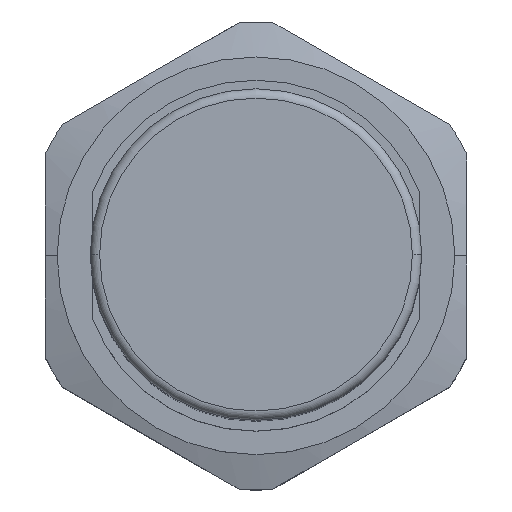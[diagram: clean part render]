
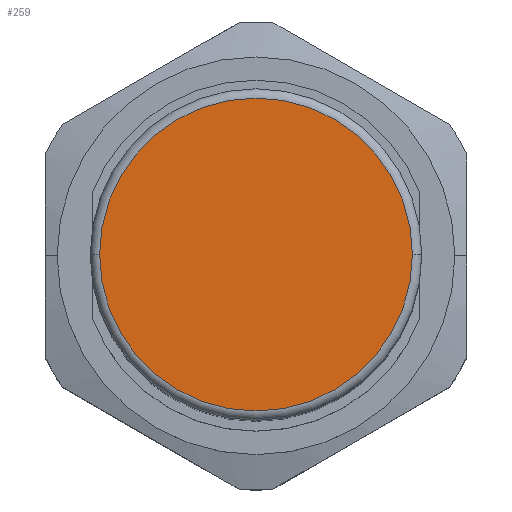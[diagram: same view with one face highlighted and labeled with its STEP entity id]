
A CAD part, top view. The second image highlights one B-rep face of the part: STEP entity #259.
In plain terms, the highlighted planar face has unit normal (0, 0, 1).
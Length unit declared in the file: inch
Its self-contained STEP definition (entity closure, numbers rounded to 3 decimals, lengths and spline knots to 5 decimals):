
#13 = ORIENTED_EDGE ( 'NONE', *, *, #144, .T. ) ;
#58 = EDGE_CURVE ( 'NONE', #426, #472, #217, .T. ) ;
#85 = CARTESIAN_POINT ( 'NONE',  ( -0.33433, 0., 2.02756 ) ) ;
#87 = DIRECTION ( 'NONE',  ( -1., 0., 0. ) ) ;
#144 = EDGE_CURVE ( 'NONE', #472, #426, #647, .T. ) ;
#208 = DIRECTION ( 'NONE',  ( -1., 0., 0. ) ) ;
#217 = CIRCLE ( 'NONE', #1363, 0.33433 ) ;
#259 = ADVANCED_FACE ( 'NONE', ( #668 ), #881, .F. ) ;
#297 = DIRECTION ( 'NONE',  ( 0., 0., 1. ) ) ;
#426 = VERTEX_POINT ( 'NONE', #1153 ) ;
#429 = DIRECTION ( 'NONE',  ( 0., 0., -1. ) ) ;
#472 = VERTEX_POINT ( 'NONE', #85 ) ;
#512 = CARTESIAN_POINT ( 'NONE',  ( 0., 0., 2.02756 ) ) ;
#539 = ORIENTED_EDGE ( 'NONE', *, *, #58, .T. ) ;
#584 = EDGE_LOOP ( 'NONE', ( #13, #539 ) ) ;
#647 = CIRCLE ( 'NONE', #1023, 0.33433 ) ;
#668 = FACE_OUTER_BOUND ( 'NONE', #584, .T. ) ;
#881 = PLANE ( 'NONE',  #975 ) ;
#975 = AXIS2_PLACEMENT_3D ( 'NONE', #1128, #429, #1000 ) ;
#1000 = DIRECTION ( 'NONE',  ( -1., 0., 0. ) ) ;
#1023 = AXIS2_PLACEMENT_3D ( 'NONE', #512, #1170, #87 ) ;
#1128 = CARTESIAN_POINT ( 'NONE',  ( 0., 0.35433, 2.02756 ) ) ;
#1153 = CARTESIAN_POINT ( 'NONE',  ( 0.33433, 0., 2.02756 ) ) ;
#1170 = DIRECTION ( 'NONE',  ( 0., 0., 1. ) ) ;
#1363 = AXIS2_PLACEMENT_3D ( 'NONE', #1400, #297, #208 ) ;
#1400 = CARTESIAN_POINT ( 'NONE',  ( 0., 0., 2.02756 ) ) ;
